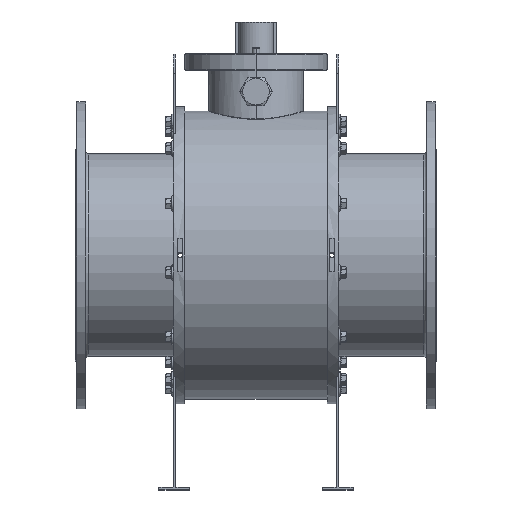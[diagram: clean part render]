
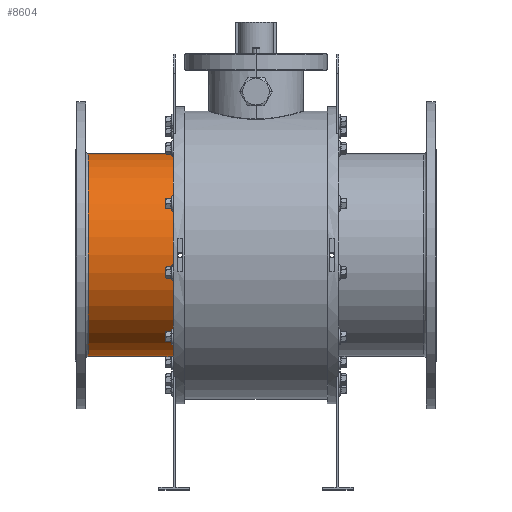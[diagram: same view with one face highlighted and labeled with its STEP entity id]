
A CAD part, top view. The second image highlights one B-rep face of the part: STEP entity #8604.
In plain terms, the highlighted cylindrical face has radius 213.7 mm (diameter 427.4 mm), a partial arc.
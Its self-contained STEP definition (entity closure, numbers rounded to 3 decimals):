
#45 = FACE_OUTER_BOUND ( 'NONE', #678, .T. ) ;
#286 = AXIS2_PLACEMENT_3D ( 'NONE', #10987, #8851, #12116 ) ;
#289 = DIRECTION ( 'NONE',  ( 0., 0., 1. ) ) ;
#678 = EDGE_LOOP ( 'NONE', ( #9121, #1116, #11705, #10836 ) ) ;
#1116 = ORIENTED_EDGE ( 'NONE', *, *, #8630, .T. ) ;
#2065 = CARTESIAN_POINT ( 'NONE',  ( -354., -213.7, 0. ) ) ;
#2464 = CIRCLE ( 'NONE', #10427, 213.7 ) ;
#2601 = EDGE_CURVE ( 'NONE', #6752, #6031, #12651, .T. ) ;
#2848 = DIRECTION ( 'NONE',  ( -1., 0., 0. ) ) ;
#2870 = VERTEX_POINT ( 'NONE', #10605 ) ;
#3617 = CARTESIAN_POINT ( 'NONE',  ( -381., -213.7, 0. ) ) ;
#3836 = CARTESIAN_POINT ( 'NONE',  ( -175., 0., 0. ) ) ;
#3869 = DIRECTION ( 'NONE',  ( 1., 0., 0. ) ) ;
#5072 = EDGE_CURVE ( 'NONE', #2870, #7419, #2464, .T. ) ;
#6031 = VERTEX_POINT ( 'NONE', #12039 ) ;
#6498 = CYLINDRICAL_SURFACE ( 'NONE', #286, 213.7 ) ;
#6501 = AXIS2_PLACEMENT_3D ( 'NONE', #3836, #7901, #289 ) ;
#6681 = VECTOR ( 'NONE', #11165, 1000. ) ;
#6752 = VERTEX_POINT ( 'NONE', #13463 ) ;
#6775 = LINE ( 'NONE', #10471, #12095 ) ;
#6918 = CARTESIAN_POINT ( 'NONE',  ( -354., 0., 0. ) ) ;
#7028 = LINE ( 'NONE', #3617, #6681 ) ;
#7419 = VERTEX_POINT ( 'NONE', #2065 ) ;
#7571 = EDGE_CURVE ( 'NONE', #6752, #7419, #7028, .T. ) ;
#7901 = DIRECTION ( 'NONE',  ( -1., 0., 0. ) ) ;
#8604 = ADVANCED_FACE ( 'NONE', ( #45 ), #6498, .T. ) ;
#8630 = EDGE_CURVE ( 'NONE', #6031, #2870, #6775, .T. ) ;
#8851 = DIRECTION ( 'NONE',  ( -1., 0., 0. ) ) ;
#9121 = ORIENTED_EDGE ( 'NONE', *, *, #2601, .T. ) ;
#10276 = DIRECTION ( 'NONE',  ( 0., -1., 0. ) ) ;
#10427 = AXIS2_PLACEMENT_3D ( 'NONE', #6918, #3869, #10276 ) ;
#10471 = CARTESIAN_POINT ( 'NONE',  ( -381., 213.7, 0. ) ) ;
#10605 = CARTESIAN_POINT ( 'NONE',  ( -354., 213.7, 0. ) ) ;
#10836 = ORIENTED_EDGE ( 'NONE', *, *, #7571, .F. ) ;
#10987 = CARTESIAN_POINT ( 'NONE',  ( -381., 0., 0. ) ) ;
#11165 = DIRECTION ( 'NONE',  ( -1., 0., 0. ) ) ;
#11705 = ORIENTED_EDGE ( 'NONE', *, *, #5072, .T. ) ;
#12039 = CARTESIAN_POINT ( 'NONE',  ( -175., 213.7, 0. ) ) ;
#12095 = VECTOR ( 'NONE', #2848, 1000. ) ;
#12116 = DIRECTION ( 'NONE',  ( 0., -1., 0. ) ) ;
#12651 = CIRCLE ( 'NONE', #6501, 213.7 ) ;
#13463 = CARTESIAN_POINT ( 'NONE',  ( -175., -213.7, 0. ) ) ;
